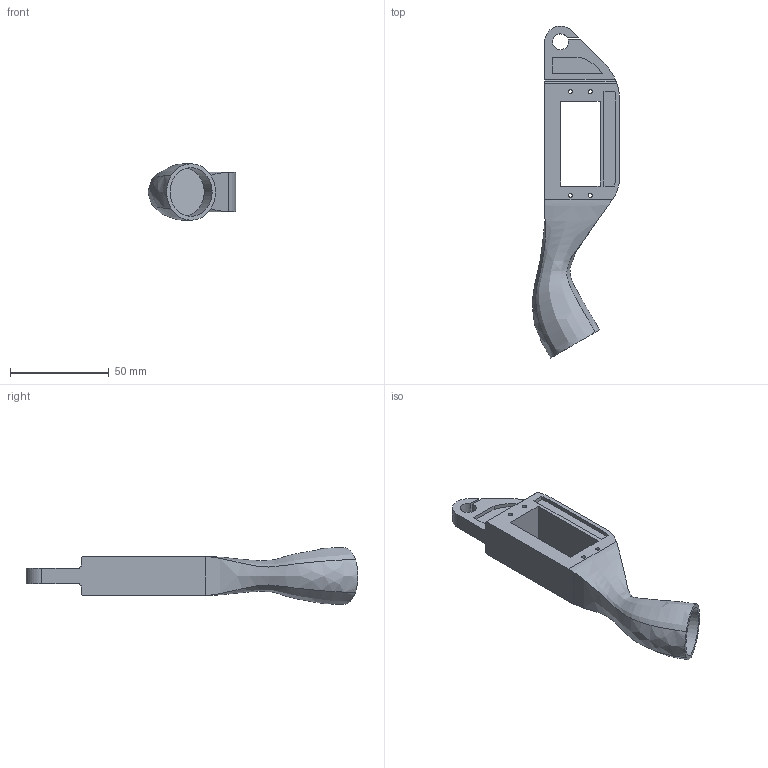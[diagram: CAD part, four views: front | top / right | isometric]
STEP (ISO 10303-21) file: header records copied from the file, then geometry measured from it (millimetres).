
FILE_DESCRIPTION(/* description */ (''),/* implementation_level */ '2;1');
FILE_NAME(/* name */ 'Pata - Brazo - Impresión 3D.stp',/* time_stamp */ '2020-03-02T15:31:47-06:00',/* author */ ('jacqu'),/* organization */ (''),/* preprocessor_version */ 'ST-DEVELOPER v17',/* originating_system */ 'Autodesk Inventor 2019',/* authorisation */ '');
FILE_SCHEMA (('AUTOMOTIVE_DESIGN { 1 0 10303 214 3 1 1 }'));
Length unit declared in the file: millimetre
Products named in the file (1): Pata - Brazo
Bounding box: 44.32 x 167.96 x 28.57 mm (x, y, z)
Volume: 60214 mm3; surface area: 18483.9 mm2
Topology: 1 solids, 1 shells, 61 faces, 163 edges, 109 vertices
Faces by surface type: plane 42, cylinder 15, bspline 4
Full cylindrical faces by diameter (mm): 2 x4, 24.575 x1
Entity records: 3685 total; most frequent: CARTESIAN_POINT 2089, ORIENTED_EDGE 326, DIRECTION 307, EDGE_CURVE 163, LINE 111, VECTOR 111, VERTEX_POINT 109, AXIS2_PLACEMENT_3D 98
